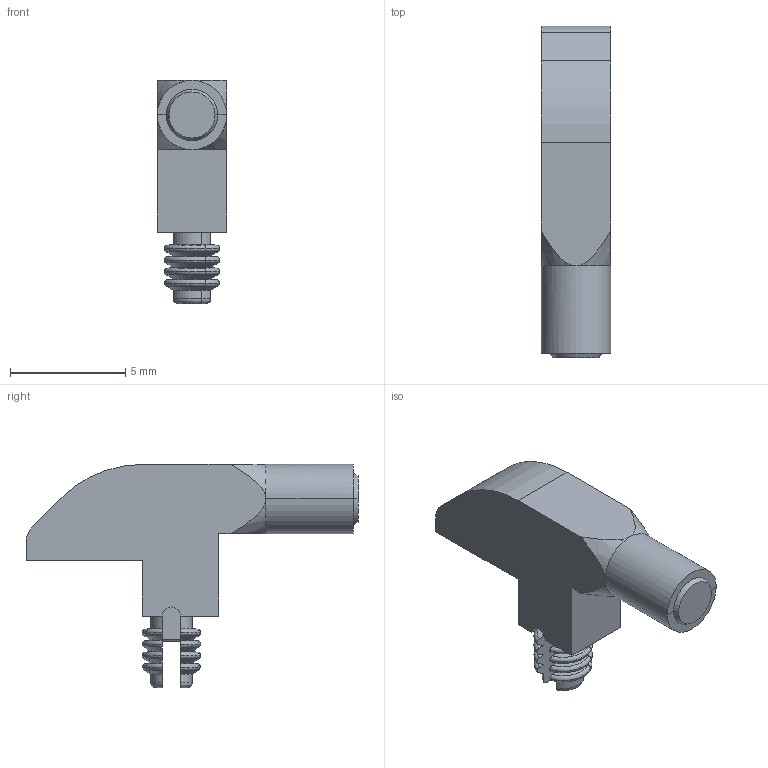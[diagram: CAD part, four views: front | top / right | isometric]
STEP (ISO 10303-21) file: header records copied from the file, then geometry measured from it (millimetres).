
FILE_DESCRIPTION(('STEP AP242'),'1');
FILE_NAME('1271_1001.stp','2022-05-13T13:06:52',('TraceParts'),('TraceParts S.A.'),'Spatial InterOp 3D',' ',' ');
FILE_SCHEMA(('AP242_MANAGED_MODEL_BASED_3D_ENGINEERING_MIM_LF {1 0 10303 442 1 1 4}'));
Length unit declared in the file: millimetre
Products named in the file (1): 1271_1001
Bounding box: 3 x 14.4 x 9.68 mm (x, y, z)
Volume: 164.2 mm3; surface area: 255.9 mm2
Topology: 1 solids, 1 shells, 113 faces, 283 edges, 172 vertices
Faces by surface type: cone 40, torus 36, plane 21, cylinder 16
Entity records: 4592 total; most frequent: CARTESIAN_POINT 1934, ORIENTED_EDGE 566, DIRECTION 555, EDGE_CURVE 283, AXIS2_PLACEMENT_3D 236, VERTEX_POINT 172, CIRCLE 122, ADVANCED_FACE 113
